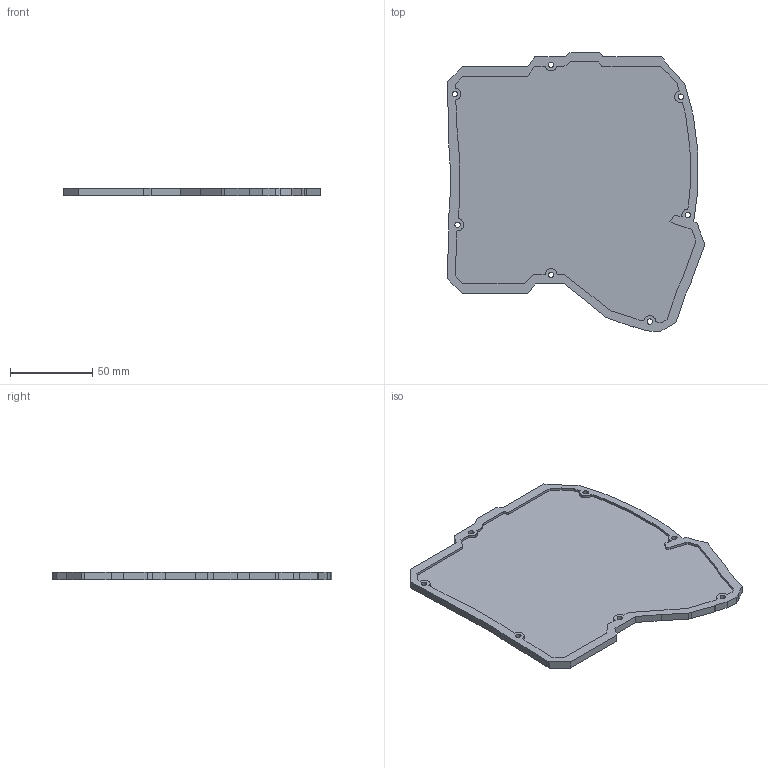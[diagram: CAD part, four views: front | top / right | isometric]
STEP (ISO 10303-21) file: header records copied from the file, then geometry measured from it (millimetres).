
FILE_DESCRIPTION(('Open CASCADE Model'),'2;1');
FILE_NAME('Open CASCADE Shape Model','2024-04-07T21:26:22',('Author'),( 'Open CASCADE'),'Open CASCADE STEP processor 7.7','Open CASCADE 7.7' ,'Unknown');
FILE_SCHEMA(('AUTOMOTIVE_DESIGN { 1 0 10303 214 1 1 1 1 }'));
Length unit declared in the file: millimetre
Products named in the file (1): Open CASCADE STEP translator 7.7 2
Bounding box: 156.94 x 170.3 x 4.5 mm (x, y, z)
Volume: 70298.9 mm3; surface area: 47930.6 mm2
Topology: 1 solids, 1 shells, 140 faces, 390 edges, 260 vertices
Faces by surface type: plane 119, cylinder 21
Full cylindrical faces by diameter (mm): 3.3 x7, 6 x7
Entity records: 9649 total; most frequent: CARTESIAN_POINT 1781, DIRECTION 1459, LINE 1086, VECTOR 1086, ORIENTED_EDGE 780, PCURVE 780, DEFINITIONAL_REPRESENTATION 780, EDGE_CURVE 390
